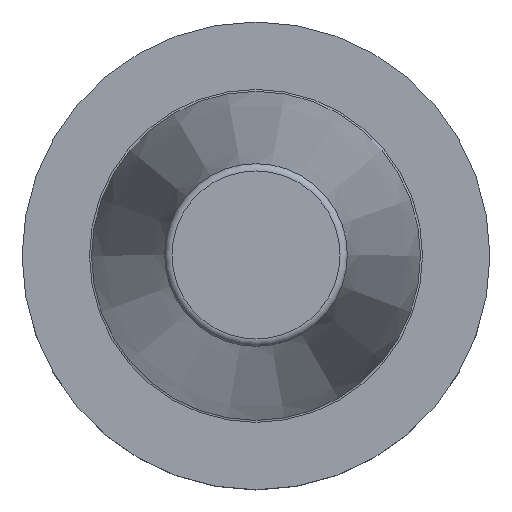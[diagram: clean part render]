
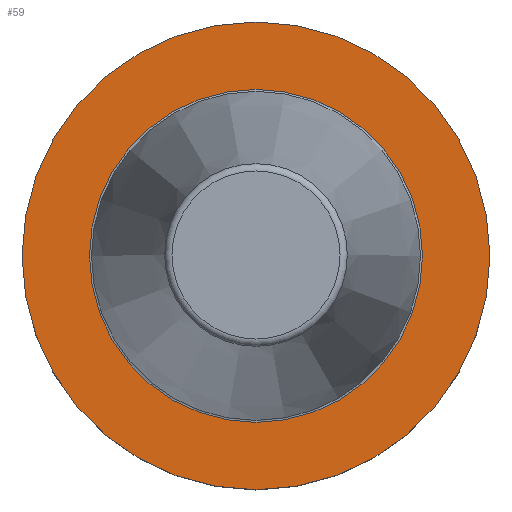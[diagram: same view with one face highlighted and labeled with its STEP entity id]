
A CAD part, top view. The second image highlights one B-rep face of the part: STEP entity #59.
In plain terms, the highlighted planar face has unit normal (0, 0, 1).
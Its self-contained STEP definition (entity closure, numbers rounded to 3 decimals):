
#42=PLANE('',#262);
#59=ADVANCED_FACE('',(#91,#92),#42,.F.);
#91=FACE_BOUND('',#127,.T.);
#92=FACE_BOUND('',#128,.T.);
#127=EDGE_LOOP('',(#165));
#128=EDGE_LOOP('',(#166));
#165=ORIENTED_EDGE('',*,*,#216,.F.);
#166=ORIENTED_EDGE('',*,*,#215,.T.);
#196=VERTEX_POINT('',#384);
#197=VERTEX_POINT('',#387);
#215=EDGE_CURVE('',#196,#196,#234,.T.);
#216=EDGE_CURVE('',#197,#197,#235,.T.);
#234=CIRCLE('',#259,31.75);
#235=CIRCLE('',#261,22.6);
#259=AXIS2_PLACEMENT_3D('',#383,#312,#313);
#261=AXIS2_PLACEMENT_3D('',#386,#316,#317);
#262=AXIS2_PLACEMENT_3D('',#388,#318,#319);
#312=DIRECTION('',(0.0,0.0,1.0));
#313=DIRECTION('',(1.0,0.0,0.0));
#316=DIRECTION('',(0.0,0.0,1.0));
#317=DIRECTION('',(1.0,0.0,0.0));
#318=DIRECTION('',(0.0,0.0,-1.0));
#319=DIRECTION('',(-1.0,0.0,0.0));
#383=CARTESIAN_POINT('',(0.0,0.,-3.2));
#384=CARTESIAN_POINT('',(31.75,0.,-3.2));
#386=CARTESIAN_POINT('',(0.0,0.,-3.2));
#387=CARTESIAN_POINT('',(22.6,0.,-3.2));
#388=CARTESIAN_POINT('',(0.0,-31.75,-3.2));
